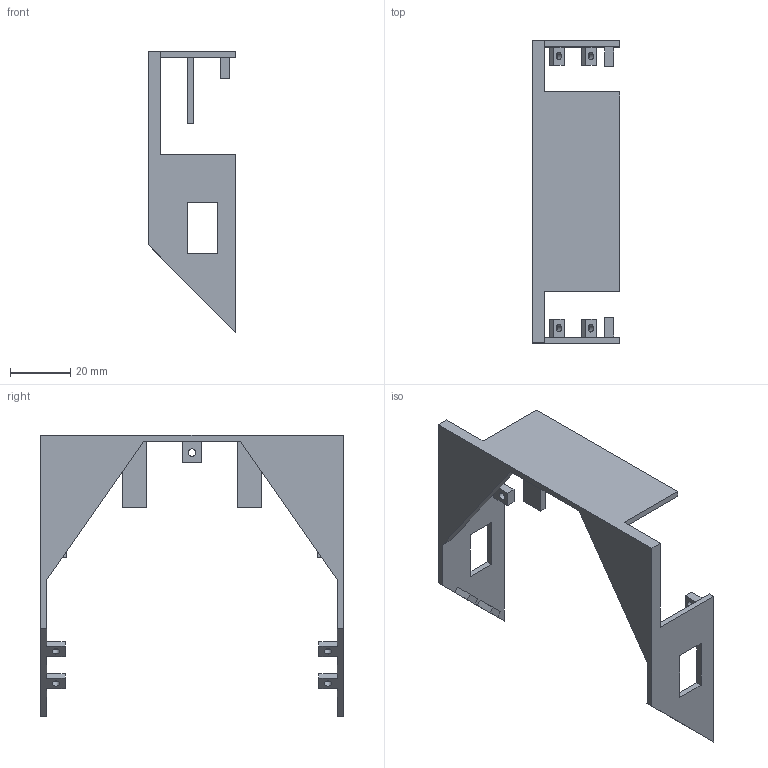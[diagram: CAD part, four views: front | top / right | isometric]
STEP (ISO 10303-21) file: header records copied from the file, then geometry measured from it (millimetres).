
FILE_DESCRIPTION(/* description */ (''),/* implementation_level */ '2;1');
FILE_NAME(/* name */ 'Obudowa.stp',/* time_stamp */ '2016-11-21T12:04:34-08:00',/* author */ ('LukaszM'),/* organization */ (''),/* preprocessor_version */ 'ST-DEVELOPER v16.5',/* originating_system */ 'Autodesk Inventor 2017',/* authorisation */ '');
FILE_SCHEMA (('AUTOMOTIVE_DESIGN { 1 0 10303 214 3 1 1 }'));
Length unit declared in the file: millimetre
Products named in the file (1): obudowa
Bounding box: 29 x 100 x 93 mm (x, y, z)
Volume: 16134.8 mm3; surface area: 15056.5 mm2
Topology: 1 solids, 1 shells, 76 faces, 207 edges, 138 vertices
Faces by surface type: plane 69, cylinder 7
Full cylindrical faces by diameter (mm): 2.5 x7
Entity records: 2396 total; most frequent: CARTESIAN_POINT 415, ORIENTED_EDGE 400, DIRECTION 368, EDGE_CURVE 200, LINE 186, VECTOR 186, VERTEX_POINT 138, EDGE_LOOP 106
